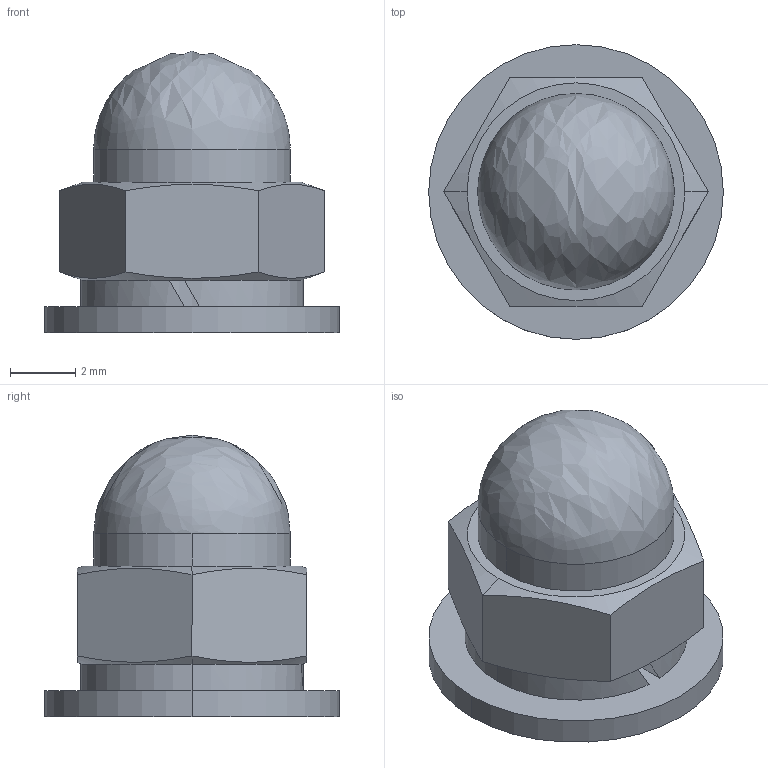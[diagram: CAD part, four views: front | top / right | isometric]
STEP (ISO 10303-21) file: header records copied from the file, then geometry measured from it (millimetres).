
FILE_DESCRIPTION (( 'STEP AP214' ), '1' );
FILE_NAME ('P0000010448.STEP', '2025-11-04T09:17:33', ( 'Microsoft' ), ( 'Microsoft' ), 'SwSTEP 2.0', 'SolidWorks 2025', '' );
FILE_SCHEMA (( 'AUTOMOTIVE_DESIGN' ));
Length unit declared in the file: millimetre
Products named in the file (1): P0000010448
Bounding box: 9 x 9 x 8.6 mm (x, y, z)
Volume: 217.6 mm3; surface area: 454.4 mm2
Topology: 3 solids, 3 shells, 40 faces, 90 edges, 55 vertices
Faces by surface type: cylinder 16, plane 15, cone 8, bspline 1
Entity records: 1172 total; most frequent: CARTESIAN_POINT 257, DIRECTION 188, ORIENTED_EDGE 172, EDGE_CURVE 86, AXIS2_PLACEMENT_3D 78, VERTEX_POINT 55, EDGE_LOOP 45, FACE_OUTER_BOUND 40
